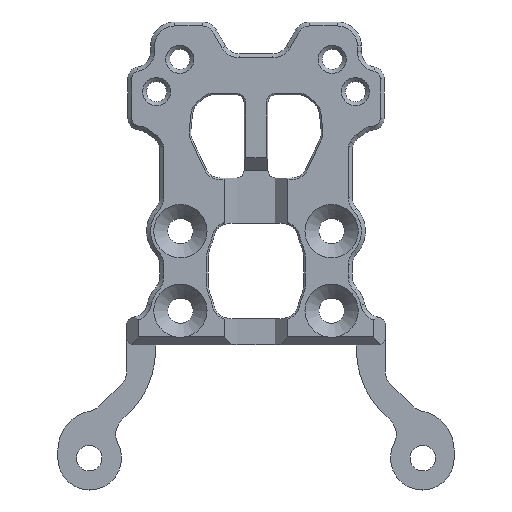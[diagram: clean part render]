
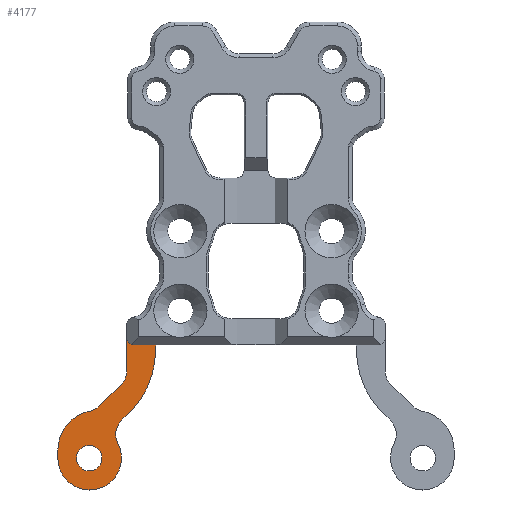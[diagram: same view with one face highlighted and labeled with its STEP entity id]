
A CAD part, front view. The second image highlights one B-rep face of the part: STEP entity #4177.
In plain terms, the highlighted planar face has unit normal (0, -1, 0).
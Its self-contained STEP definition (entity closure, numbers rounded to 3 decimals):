
#15=FACE_BOUND('',#562,.T.);
#91=PLANE('',#4521);
#323=FACE_OUTER_BOUND('',#561,.T.);
#561=EDGE_LOOP('',(#3139,#3140,#3141,#3142,#3143,#3144,#3145,#3146,#3147,
#3148,#3149,#3150));
#562=EDGE_LOOP('',(#3151));
#784=LINE('',#6335,#1167);
#885=LINE('',#6675,#1268);
#891=LINE('',#6693,#1274);
#892=LINE('',#6697,#1275);
#893=LINE('',#6703,#1276);
#1167=VECTOR('',#4991,10.);
#1268=VECTOR('',#5326,10.);
#1274=VECTOR('',#5346,10.);
#1275=VECTOR('',#5349,10.);
#1276=VECTOR('',#5354,10.);
#1576=CIRCLE('',#4503,1.6);
#1577=CIRCLE('',#4508,1.);
#1583=CIRCLE('',#4522,2.);
#1584=CIRCLE('',#4523,2.);
#1585=CIRCLE('',#4524,5.);
#1586=CIRCLE('',#4525,4.);
#1587=CIRCLE('',#4526,2.5);
#1588=CIRCLE('',#4527,11.3);
#1779=VERTEX_POINT('',#6332);
#1780=VERTEX_POINT('',#6334);
#1876=VERTEX_POINT('',#6632);
#1881=VERTEX_POINT('',#6646);
#1882=VERTEX_POINT('',#6648);
#1890=VERTEX_POINT('',#6673);
#1896=VERTEX_POINT('',#6694);
#1897=VERTEX_POINT('',#6696);
#1898=VERTEX_POINT('',#6698);
#1899=VERTEX_POINT('',#6700);
#1900=VERTEX_POINT('',#6702);
#1901=VERTEX_POINT('',#6704);
#1902=VERTEX_POINT('',#6706);
#2202=EDGE_CURVE('',#1780,#1779,#784,.T.);
#2348=EDGE_CURVE('',#1876,#1876,#1576,.T.);
#2355=EDGE_CURVE('',#1881,#1882,#1577,.T.);
#2368=EDGE_CURVE('',#1881,#1890,#885,.T.);
#2378=EDGE_CURVE('',#1882,#1779,#891,.T.);
#2379=EDGE_CURVE('',#1890,#1896,#1583,.T.);
#2380=EDGE_CURVE('',#1896,#1897,#892,.T.);
#2381=EDGE_CURVE('',#1897,#1898,#1584,.T.);
#2382=EDGE_CURVE('',#1898,#1899,#1585,.T.);
#2383=EDGE_CURVE('',#1899,#1900,#893,.T.);
#2384=EDGE_CURVE('',#1900,#1901,#1586,.T.);
#2385=EDGE_CURVE('',#1901,#1902,#1587,.T.);
#2386=EDGE_CURVE('',#1902,#1780,#1588,.T.);
#3139=ORIENTED_EDGE('',*,*,#2202,.T.);
#3140=ORIENTED_EDGE('',*,*,#2378,.F.);
#3141=ORIENTED_EDGE('',*,*,#2355,.F.);
#3142=ORIENTED_EDGE('',*,*,#2368,.T.);
#3143=ORIENTED_EDGE('',*,*,#2379,.T.);
#3144=ORIENTED_EDGE('',*,*,#2380,.T.);
#3145=ORIENTED_EDGE('',*,*,#2381,.T.);
#3146=ORIENTED_EDGE('',*,*,#2382,.T.);
#3147=ORIENTED_EDGE('',*,*,#2383,.T.);
#3148=ORIENTED_EDGE('',*,*,#2384,.T.);
#3149=ORIENTED_EDGE('',*,*,#2385,.T.);
#3150=ORIENTED_EDGE('',*,*,#2386,.T.);
#3151=ORIENTED_EDGE('',*,*,#2348,.F.);
#4177=ADVANCED_FACE('',(#323,#15),#91,.T.);
#4503=AXIS2_PLACEMENT_3D('',#6634,#5290,#5291);
#4508=AXIS2_PLACEMENT_3D('',#6649,#5304,#5305);
#4521=AXIS2_PLACEMENT_3D('',#6692,#5344,#5345);
#4522=AXIS2_PLACEMENT_3D('',#6695,#5347,#5348);
#4523=AXIS2_PLACEMENT_3D('',#6699,#5350,#5351);
#4524=AXIS2_PLACEMENT_3D('',#6701,#5352,#5353);
#4525=AXIS2_PLACEMENT_3D('',#6705,#5355,#5356);
#4526=AXIS2_PLACEMENT_3D('',#6707,#5357,#5358);
#4527=AXIS2_PLACEMENT_3D('',#6708,#5359,#5360);
#4991=DIRECTION('',(0.,0.,1.));
#5290=DIRECTION('center_axis',(0.,-1.,0.));
#5291=DIRECTION('ref_axis',(0.,0.,
1.));
#5304=DIRECTION('center_axis',(0.,-1.,0.));
#5305=DIRECTION('ref_axis',(-0.707,0.,-0.707));
#5326=DIRECTION('',(0.,0.,-1.));
#5344=DIRECTION('center_axis',(0.,-1.,0.));
#5345=DIRECTION('ref_axis',(0.,0.,1.));
#5346=DIRECTION('',(1.,0.,0.));
#5347=DIRECTION('center_axis',(0.,1.,0.));
#5348=DIRECTION('ref_axis',(0.,0.,
1.));
#5349=DIRECTION('',(-0.704,0.,-0.71));
#5350=DIRECTION('center_axis',(0.,1.,0.));
#5351=DIRECTION('ref_axis',(0.,0.,
-1.));
#5352=DIRECTION('center_axis',(0.,-1.,0.));
#5353=DIRECTION('ref_axis',(0.,0.,
-1.));
#5354=DIRECTION('',(0.,0.,-1.));
#5355=DIRECTION('center_axis',(0.,-1.,0.));
#5356=DIRECTION('ref_axis',(0.,0.,
-1.));
#5357=DIRECTION('center_axis',(0.,1.,0.));
#5358=DIRECTION('ref_axis',(0.,0.,
1.));
#5359=DIRECTION('center_axis',(0.,-1.,0.));
#5360=DIRECTION('ref_axis',(0.,0.,
1.));
#6332=CARTESIAN_POINT('',(-13.15,-17.546,-15.326));
#6334=CARTESIAN_POINT('',(-13.15,-17.546,-15.899));
#6335=CARTESIAN_POINT('',(-13.15,-17.546,-23.132));
#6632=CARTESIAN_POINT('',(-21.493,-17.546,-31.146));
#6634=CARTESIAN_POINT('Origin',(-21.493,-17.546,-29.546));
#6646=CARTESIAN_POINT('',(-16.781,-17.546,-14.326));
#6648=CARTESIAN_POINT('',(-15.781,-17.546,-15.326));
#6649=CARTESIAN_POINT('Origin',(-15.781,-17.546,-14.326));
#6673=CARTESIAN_POINT('',(-16.781,-17.546,-18.703));
#6675=CARTESIAN_POINT('',(-16.781,-17.546,-23.132));
#6692=CARTESIAN_POINT('Origin',(-0.54,-17.546,-23.938));
#6693=CARTESIAN_POINT('',(-6.845,-17.546,-15.326));
#6694=CARTESIAN_POINT('',(-17.361,-17.546,-20.111));
#6695=CARTESIAN_POINT('Origin',(-18.781,-17.546,-18.703));
#6696=CARTESIAN_POINT('',(-20.291,-17.546,-23.066));
#6697=CARTESIAN_POINT('',(-13.929,-17.546,-16.65));
#6698=CARTESIAN_POINT('',(-21.348,-17.546,-23.625));
#6699=CARTESIAN_POINT('Origin',(-21.711,-17.546,-21.658));
#6700=CARTESIAN_POINT('',(-25.439,-17.546,-28.541));
#6701=CARTESIAN_POINT('Origin',(-20.439,-17.546,-28.541));
#6702=CARTESIAN_POINT('',(-25.439,-17.546,-29.551));
#6703=CARTESIAN_POINT('',(-25.439,-17.546,-26.745));
#6704=CARTESIAN_POINT('',(-17.891,-17.546,-27.703));
#6705=CARTESIAN_POINT('Origin',(-21.439,-17.546,-29.551));
#6706=CARTESIAN_POINT('',(-17.264,-17.546,-24.619));
#6707=CARTESIAN_POINT('Origin',(-15.674,-17.546,-26.548));
#6708=CARTESIAN_POINT('Origin',(-24.45,-17.546,-15.899));
